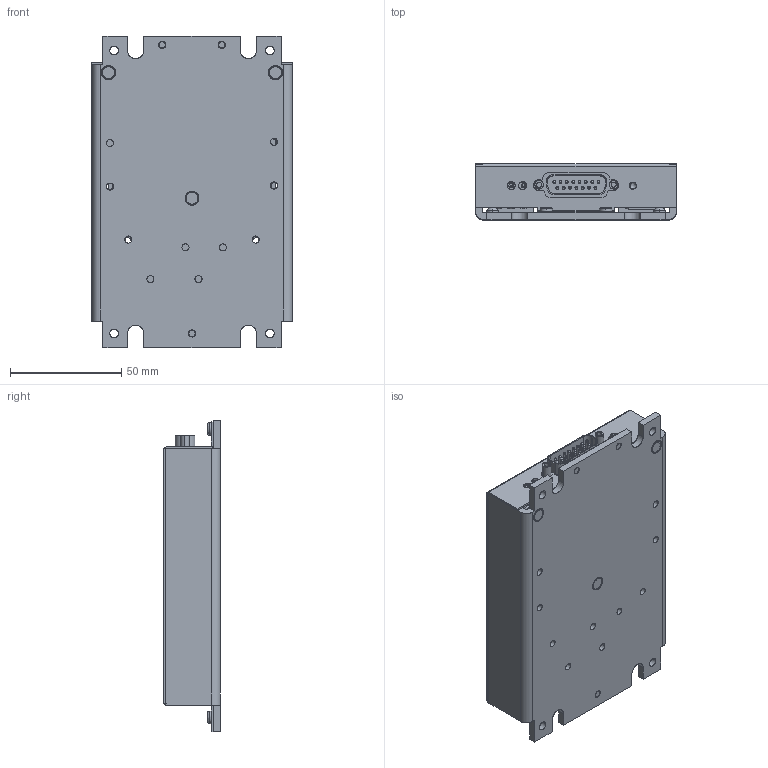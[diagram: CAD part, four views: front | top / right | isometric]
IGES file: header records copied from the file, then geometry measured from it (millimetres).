
Start section: SolidWorks IGES file using analytic representation for surfaces
Global section: file name: mpt10000_igs.IGS; native system: SolidWorks 2008; preprocessor: SolidWorks 2008; author: gniebel; date: 090303.164507; units: inch
Bounding box: 90.17 x 25.3 x 139.71 mm (x, y, z)
Surface area: 85416.6 mm2 (no closed solid volume)
Topology: 0 solids, 0 shells, 1768 faces, 17644 edges, 17564 vertices
Faces by surface type: bspline 1069, revolution 699
